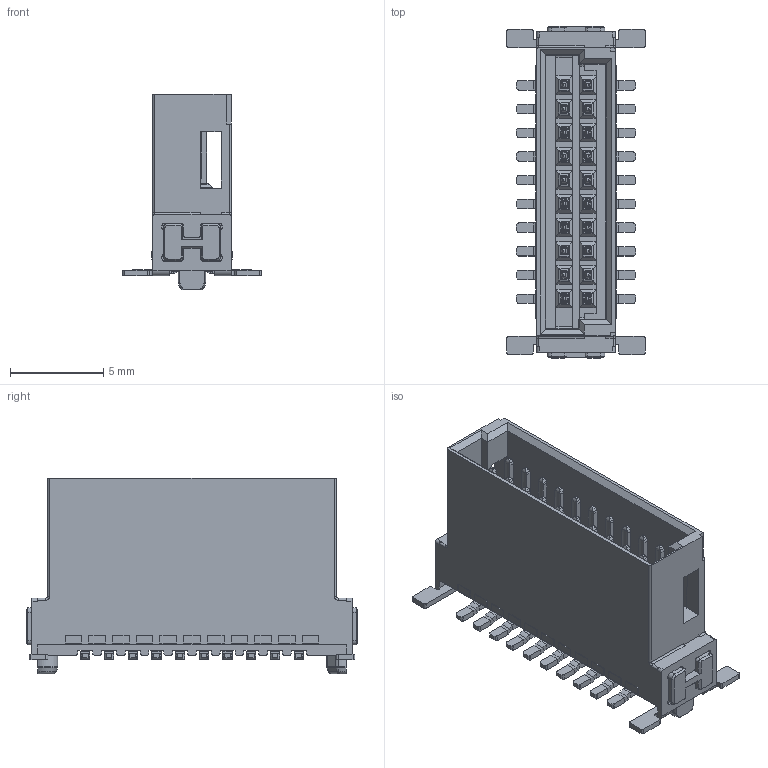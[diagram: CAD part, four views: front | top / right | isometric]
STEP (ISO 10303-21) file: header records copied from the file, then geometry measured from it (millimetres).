
FILE_DESCRIPTION(/* description */ (''),/* implementation_level */ '2;1');
FILE_NAME(/* name */ '100892719ugm000_a.stp',/* time_stamp */ '2020-05-25T03:46:56+02:00',/* author */ (''),/* organization */ (''),/* preprocessor_version */ 'ST-DEVELOPER v16.7',/* originating_system */ 'SIEMENS PLM Software NX 12.0',/* authorisation */ '');
FILE_SCHEMA (('AUTOMOTIVE_DESIGN { 1 0 10303 214 3 1 1 1 }'));
Products named in the file (1): 100892719ugm000_a
Bounding box: 7.4 x 17.78 x 10.48 mm (x, y, z)
Volume: 396.7 mm3; surface area: 1024.3 mm2
Topology: 1 solids, 1 shells, 1723 faces, 4513 edges, 2840 vertices
Faces by surface type: plane 1074, cylinder 482, bspline 128, cone 21, torus 10, sphere 8
Entity records: 62552 total; most frequent: CARTESIAN_POINT 14338, ORIENTED_EDGE 9018, DIRECTION 7439, EDGE_CURVE 4509, LINE 2993, VECTOR 2993, VERTEX_POINT 2839, AXIS2_PLACEMENT_3D 2223
